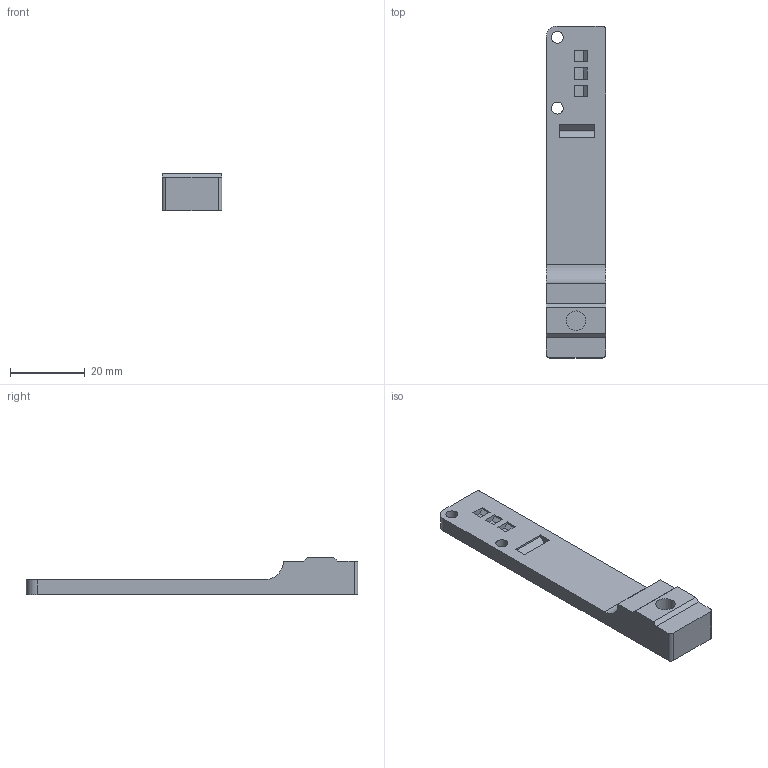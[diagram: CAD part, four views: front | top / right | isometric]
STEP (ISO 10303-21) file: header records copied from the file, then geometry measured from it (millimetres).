
FILE_DESCRIPTION(/* description */ (''),/* implementation_level */ '2;1');
FILE_NAME(/* name */ 'C-Bot EndStop Y.stp',/* time_stamp */ '2015-10-18T17:54:54+01:00',/* author */ (''),/* organization */ (''),/* preprocessor_version */ 'ST-DEVELOPER v15.2',/* originating_system */ 'Autodesk Translator Framework v2.0.0.5431',/* authorisation */ '');
FILE_SCHEMA (('AUTOMOTIVE_DESIGN { 1 0 10303 214 3 1 1 }'));
Length unit declared in the file: centimetre
Products named in the file (1): C-Bot EndStop Y
Bounding box: 16 x 89 x 10 mm (x, y, z)
Volume: 6929.7 mm3; surface area: 4374.7 mm2
Topology: 1 solids, 1 shells, 50 faces, 126 edges, 84 vertices
Faces by surface type: plane 41, cylinder 9
Full cylindrical faces by diameter (mm): 3.199 x1, 3.2 x1, 5.2 x1, 9 x1
Entity records: 1487 total; most frequent: CARTESIAN_POINT 257, ORIENTED_EDGE 244, DIRECTION 242, EDGE_CURVE 122, LINE 104, VECTOR 104, VERTEX_POINT 84, AXIS2_PLACEMENT_3D 69
